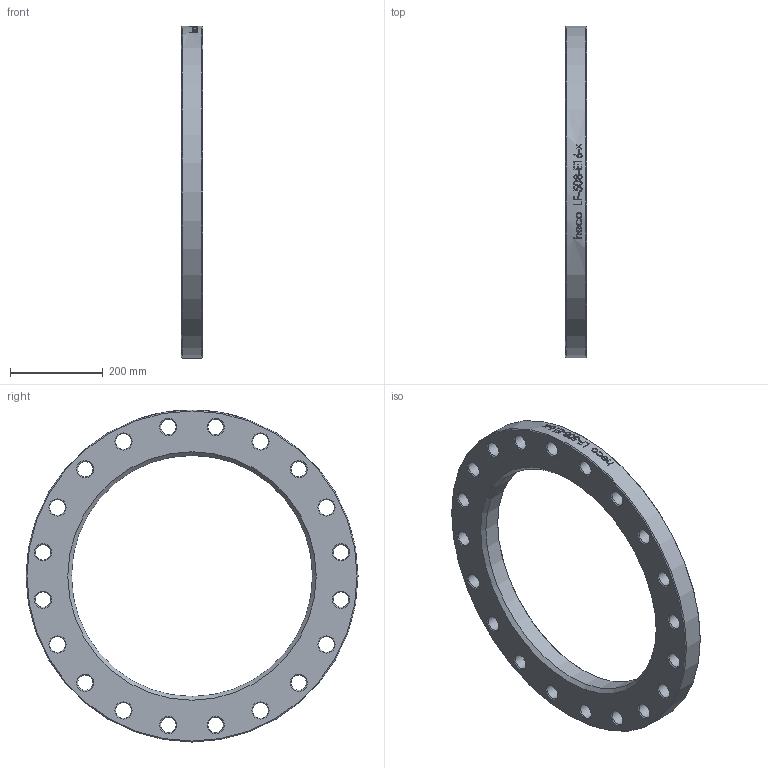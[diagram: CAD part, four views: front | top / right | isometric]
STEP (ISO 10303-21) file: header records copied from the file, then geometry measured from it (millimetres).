
FILE_DESCRIPTION (( 'STEP AP214' ), '1' );
FILE_NAME ('LF-508-E16-x Loser Flansch 2101.STEP', '2021-01-22T09:09:31', ( '' ), ( '' ), 'SwSTEP 2.0', 'SolidWorks 2019', '' );
FILE_SCHEMA (( 'AUTOMOTIVE_DESIGN' ));
Length unit declared in the file: millimetre
Products named in the file (1): LF-508-E16-x Loser Flansch 2101
Bounding box: 46 x 715 x 715 mm (x, y, z)
Volume: 7865100.5 mm3; surface area: 599925.1 mm2
Topology: 1 solids, 1 shells, 90 faces, 334 edges, 268 vertices
Faces by surface type: cylinder 44, cone 44, plane 2
Full cylindrical faces by diameter (mm): 33 x20, 519 x1, 715 x1
Entity records: 7653 total; most frequent: CARTESIAN_POINT 4891, ORIENTED_EDGE 492, DIRECTION 456, EDGE_CURVE 246, VERTEX_POINT 246, EDGE_LOOP 220, AXIS2_PLACEMENT_3D 214, CIRCLE 123
